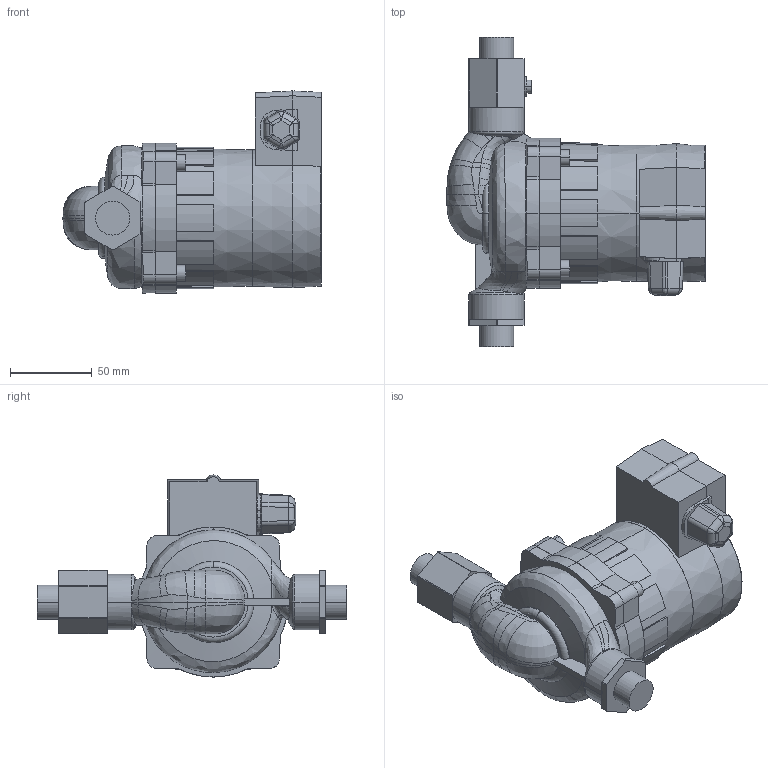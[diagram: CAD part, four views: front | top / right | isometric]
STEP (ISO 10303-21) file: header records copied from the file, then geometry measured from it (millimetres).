
FILE_DESCRIPTION (( 'STEP AP214' ), '1' );
FILE_NAME ('AX15-xxx BLUE RV KH.STEP', '2017-03-27T08:32:08', ( '' ), ( '' ), 'SwSTEP 2.0', 'SolidWorks 2011', '' );
FILE_SCHEMA (( 'AUTOMOTIVE_DESIGN' ));
Length unit declared in the file: millimetre
Products named in the file (3): AX15-xxx BLUE RV KH; TD-0030520; TD-0015260_ohne Birallogo
Assembly tree (2 placements, depth 2):
  AX15-xxx BLUE RV KH
    TD-0015260_ohne Birallogo
    TD-0030520
Bounding box: 158.3 x 190 x 124.02 mm (x, y, z)
Volume: 998765.3 mm3; surface area: 105067 mm2
Topology: 5 solids, 5 shells, 354 faces, 930 edges, 597 vertices
Faces by surface type: plane 155, cylinder 102, bspline 69, cone 19, torus 9
Entity records: 25927 total; most frequent: CARTESIAN_POINT 17736, ORIENTED_EDGE 1860, DIRECTION 1438, EDGE_CURVE 930, VERTEX_POINT 597, AXIS2_PLACEMENT_3D 517, LINE 404, VECTOR 404
